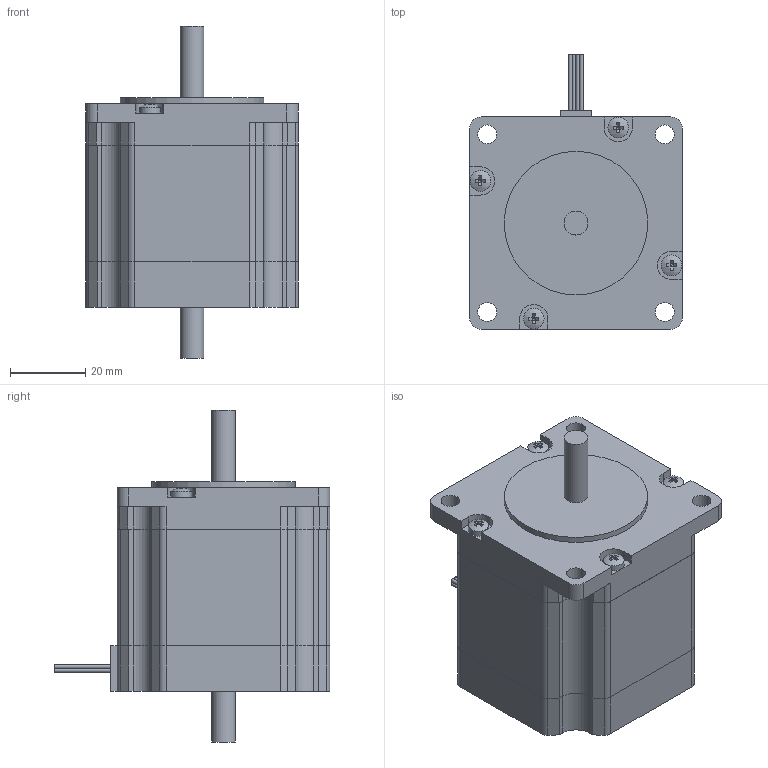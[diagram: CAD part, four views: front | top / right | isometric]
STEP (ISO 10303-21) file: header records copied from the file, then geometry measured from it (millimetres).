
FILE_DESCRIPTION((''),'2;1');
FILE_NAME('STEPPING_MOTOR_ST5918M.stp','2008-04-24T11:06:15',('wei_j'),(''),'Autodesk Inventor 2008','Autodesk Inventor 2008','');
FILE_SCHEMA(('AUTOMOTIVE_DESIGN { 1 0 10303 214 1 1 1 1 }'));
Length unit declared in the file: millimetre
Products named in the file (9): STEPPING_MOTOR_ST5918M; Frontcap_ST5918; shaft_forward_5709; Schrauben_ISO_7045_M3; Stator_5918_M; Endcap ST5918_kompl; Endcap_5918; leads_4_ST5918; shaft_rear_6.35x13.5
Assembly tree (11 placements, depth 3):
  STEPPING_MOTOR_ST5918M
    Frontcap_ST5918
    shaft_forward_5709
    Schrauben_ISO_7045_M3  x4
    Stator_5918_M
    Endcap ST5918_kompl
      Endcap_5918
      leads_4_ST5918
    shaft_rear_6.35x13.5
Bounding box: 56.4 x 73.1 x 88.1 mm (x, y, z)
Volume: 156633.3 mm3; surface area: 31102.8 mm2
Topology: 11 solids, 11 shells, 292 faces, 668 edges, 395 vertices
Faces by surface type: plane 207, cylinder 71, bspline 10, sphere 4
Full cylindrical faces by diameter (mm): 5.5 x4, 6.35 x2, 38.1 x1
Entity records: 6553 total; most frequent: CARTESIAN_POINT 1222, DIRECTION 1114, ORIENTED_EDGE 1008, EDGE_CURVE 504, AXIS2_PLACEMENT_3D 389, VECTOR 336, LINE 336, VERTEX_POINT 317
